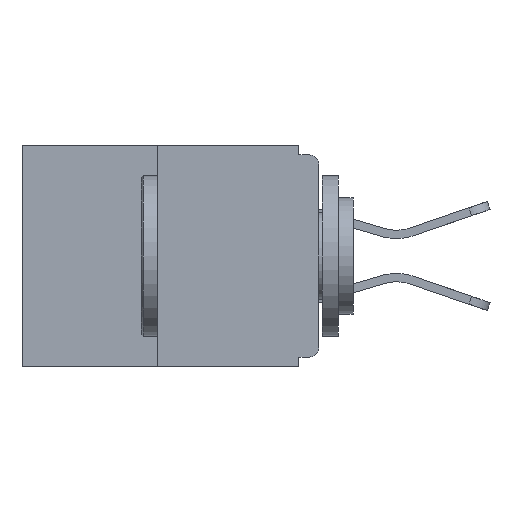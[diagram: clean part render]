
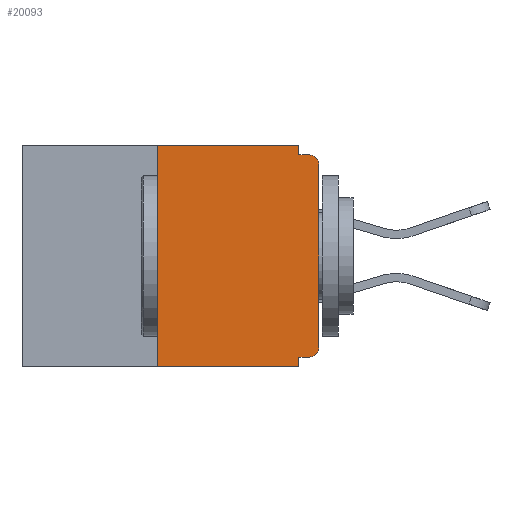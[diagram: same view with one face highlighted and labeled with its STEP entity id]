
A CAD part, left-side view. The second image highlights one B-rep face of the part: STEP entity #20093.
In plain terms, the highlighted planar face has unit normal (-1, 0, 0).
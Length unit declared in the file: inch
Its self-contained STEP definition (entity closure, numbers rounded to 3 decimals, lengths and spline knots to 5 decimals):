
#543 = VERTEX_POINT ( 'NONE', #22579 ) ;
#898 = VECTOR ( 'NONE', #29814, 39.37008 ) ;
#1671 = ORIENTED_EDGE ( 'NONE', *, *, #4415, .F. ) ;
#1678 = CIRCLE ( 'NONE', #13990, 0.015 ) ;
#2211 = CARTESIAN_POINT ( 'NONE',  ( 0., 0.015, -0.015 ) ) ;
#2832 = VERTEX_POINT ( 'NONE', #4209 ) ;
#3031 = ORIENTED_EDGE ( 'NONE', *, *, #15670, .F. ) ;
#3791 = CARTESIAN_POINT ( 'NONE',  ( 0., 0., -0.313 ) ) ;
#3888 = EDGE_CURVE ( 'NONE', #12870, #4527, #16797, .T. ) ;
#4209 = CARTESIAN_POINT ( 'NONE',  ( 0., 0.015, -0.328 ) ) ;
#4415 = EDGE_CURVE ( 'NONE', #2832, #25029, #26890, .T. ) ;
#4527 = VERTEX_POINT ( 'NONE', #24335 ) ;
#4547 = CARTESIAN_POINT ( 'NONE',  ( 0., 0.46, 0. ) ) ;
#5096 = ORIENTED_EDGE ( 'NONE', *, *, #12563, .T. ) ;
#5115 = EDGE_LOOP ( 'NONE', ( #8217, #23386, #5096, #3031, #1671, #8453, #8510, #19260, #23123, #21314 ) ) ;
#6764 = VERTEX_POINT ( 'NONE', #8978 ) ;
#6998 = CARTESIAN_POINT ( 'NONE',  ( 0., 0.015, -0.03 ) ) ;
#7915 = CARTESIAN_POINT ( 'NONE',  ( 0., 0.46, 0. ) ) ;
#8217 = ORIENTED_EDGE ( 'NONE', *, *, #11013, .F. ) ;
#8453 = ORIENTED_EDGE ( 'NONE', *, *, #20788, .T. ) ;
#8510 = ORIENTED_EDGE ( 'NONE', *, *, #3888, .T. ) ;
#8561 = FACE_OUTER_BOUND ( 'NONE', #5115, .T. ) ;
#8978 = CARTESIAN_POINT ( 'NONE',  ( 0., 0.25, 0. ) ) ;
#10076 = CARTESIAN_POINT ( 'NONE',  ( 0., 0.015, -0.313 ) ) ;
#10517 = CARTESIAN_POINT ( 'NONE',  ( 0., 0.46, -0.343 ) ) ;
#10685 = AXIS2_PLACEMENT_3D ( 'NONE', #4547, #20673, #27637 ) ;
#11013 = EDGE_CURVE ( 'NONE', #6764, #26157, #28924, .T. ) ;
#11673 = DIRECTION ( 'NONE',  ( 0., 0., -1. ) ) ;
#11859 = DIRECTION ( 'NONE',  ( 0., 0., 1. ) ) ;
#12411 = DIRECTION ( 'NONE',  ( 0., 0., -1. ) ) ;
#12549 = VECTOR ( 'NONE', #16369, 39.37008 ) ;
#12563 = EDGE_CURVE ( 'NONE', #26609, #543, #21319, .T. ) ;
#12840 = DIRECTION ( 'NONE',  ( 0., -1., 0. ) ) ;
#12848 = VECTOR ( 'NONE', #11673, 39.37008 ) ;
#12870 = VERTEX_POINT ( 'NONE', #3791 ) ;
#12890 = LINE ( 'NONE', #14065, #12549 ) ;
#13553 = VECTOR ( 'NONE', #15040, 39.37008 ) ;
#13990 = AXIS2_PLACEMENT_3D ( 'NONE', #6998, #20796, #25469 ) ;
#14065 = CARTESIAN_POINT ( 'NONE',  ( 0., 0.031, 0. ) ) ;
#14175 = VECTOR ( 'NONE', #26530, 39.37008 ) ;
#15040 = DIRECTION ( 'NONE',  ( 0., 1., 0. ) ) ;
#15167 = VECTOR ( 'NONE', #12840, 39.37008 ) ;
#15480 = VECTOR ( 'NONE', #11859, 39.37008 ) ;
#15500 = CARTESIAN_POINT ( 'NONE',  ( 0., 0.031, -0.343 ) ) ;
#15670 = EDGE_CURVE ( 'NONE', #25029, #543, #24380, .T. ) ;
#15854 = VERTEX_POINT ( 'NONE', #2211 ) ;
#15873 = CARTESIAN_POINT ( 'NONE',  ( 0., 0.031, 0. ) ) ;
#15967 = DIRECTION ( 'NONE',  ( 0., 0., 1. ) ) ;
#16369 = DIRECTION ( 'NONE',  ( 0., 0., -1. ) ) ;
#16494 = CARTESIAN_POINT ( 'NONE',  ( 0., 0.031, -0.015 ) ) ;
#16797 = LINE ( 'NONE', #29729, #17541 ) ;
#17541 = VECTOR ( 'NONE', #15967, 39.37008 ) ;
#18991 = CARTESIAN_POINT ( 'NONE',  ( 0., 0., -0.328 ) ) ;
#19260 = ORIENTED_EDGE ( 'NONE', *, *, #26751, .T. ) ;
#20093 = ADVANCED_FACE ( 'NONE', ( #8561 ), #25444, .F. ) ;
#20673 = DIRECTION ( 'NONE',  ( 1., 0., 0. ) ) ;
#20788 = EDGE_CURVE ( 'NONE', #2832, #12870, #29033, .T. ) ;
#20796 = DIRECTION ( 'NONE',  ( -1., 0., 0. ) ) ;
#21314 = ORIENTED_EDGE ( 'NONE', *, *, #26794, .F. ) ;
#21319 = LINE ( 'NONE', #10517, #15167 ) ;
#22579 = CARTESIAN_POINT ( 'NONE',  ( 0., 0.031, -0.343 ) ) ;
#23123 = ORIENTED_EDGE ( 'NONE', *, *, #27344, .F. ) ;
#23145 = CARTESIAN_POINT ( 'NONE',  ( 0., 0.031, -0.328 ) ) ;
#23386 = ORIENTED_EDGE ( 'NONE', *, *, #25833, .F. ) ;
#24335 = CARTESIAN_POINT ( 'NONE',  ( 0., 0., -0.03 ) ) ;
#24380 = LINE ( 'NONE', #15500, #12848 ) ;
#24577 = VERTEX_POINT ( 'NONE', #16494 ) ;
#25029 = VERTEX_POINT ( 'NONE', #23145 ) ;
#25444 = PLANE ( 'NONE',  #10685 ) ;
#25469 = DIRECTION ( 'NONE',  ( 0., 0., -1. ) ) ;
#25479 = LINE ( 'NONE', #29409, #898 ) ;
#25679 = CARTESIAN_POINT ( 'NONE',  ( 0., 0.25, 0. ) ) ;
#25833 = EDGE_CURVE ( 'NONE', #26609, #6764, #27004, .T. ) ;
#26157 = VERTEX_POINT ( 'NONE', #15873 ) ;
#26188 = DIRECTION ( 'NONE',  ( -1., 0., 0. ) ) ;
#26530 = DIRECTION ( 'NONE',  ( 0., -1., 0. ) ) ;
#26609 = VERTEX_POINT ( 'NONE', #26615 ) ;
#26615 = CARTESIAN_POINT ( 'NONE',  ( 0., 0.25, -0.343 ) ) ;
#26751 = EDGE_CURVE ( 'NONE', #4527, #15854, #1678, .T. ) ;
#26794 = EDGE_CURVE ( 'NONE', #26157, #24577, #12890, .T. ) ;
#26890 = LINE ( 'NONE', #18991, #13553 ) ;
#26932 = AXIS2_PLACEMENT_3D ( 'NONE', #10076, #26188, #12411 ) ;
#27004 = LINE ( 'NONE', #25679, #15480 ) ;
#27344 = EDGE_CURVE ( 'NONE', #24577, #15854, #25479, .T. ) ;
#27637 = DIRECTION ( 'NONE',  ( 0., 0., -1. ) ) ;
#28924 = LINE ( 'NONE', #7915, #14175 ) ;
#29033 = CIRCLE ( 'NONE', #26932, 0.015 ) ;
#29409 = CARTESIAN_POINT ( 'NONE',  ( 0., 0., -0.015 ) ) ;
#29729 = CARTESIAN_POINT ( 'NONE',  ( 0., 0., 0. ) ) ;
#29814 = DIRECTION ( 'NONE',  ( 0., -1., 0. ) ) ;
